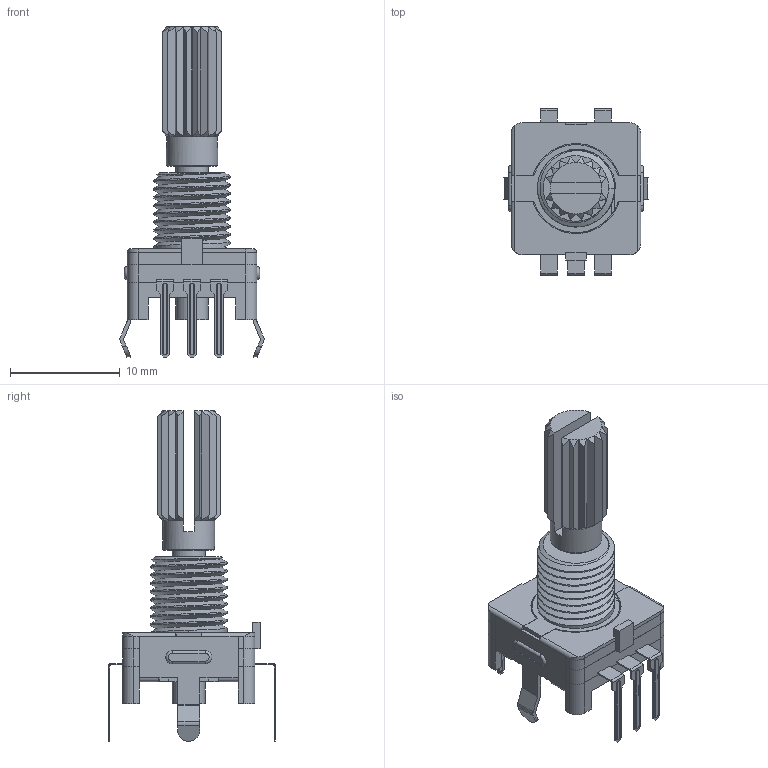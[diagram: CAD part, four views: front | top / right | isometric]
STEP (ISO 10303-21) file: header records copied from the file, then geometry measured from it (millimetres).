
FILE_DESCRIPTION(/* description */ ('FreeCAD Model'),/* implementation_level */ '2;1');
FILE_NAME(/* name */ 'EC11_Rotary_Encoder_Switched.step',/* time_stamp */ '2025-06-28T13:53:56-07:00',/* author */ (''),/* organization */ (''),/* preprocessor_version */ 'ST-DEVELOPER v20.1',/* originating_system */ 'Autodesk Translation Framework v14.10.0.0',/* authorisation */ '');
FILE_SCHEMA (('AUTOMOTIVE_DESIGN { 1 0 10303 214 3 1 1 }'));
Length unit declared in the file: millimetre
Products named in the file (1): EC11_Rotary_Encoder_Switched
Bounding box: 13.1 x 15.26 x 30.08 mm (x, y, z)
Volume: 1100.4 mm3; surface area: 2268.8 mm2
Topology: 10 solids, 10 shells, 560 faces, 1372 edges, 844 vertices
Faces by surface type: plane 356, cylinder 127, cone 34, torus 24, bspline 19
Full cylindrical faces by diameter (mm): 3 x2, 4.7 x1, 7 x8
Entity records: 20624 total; most frequent: CARTESIAN_POINT 6917, ORIENTED_EDGE 2744, DIRECTION 2652, EDGE_CURVE 1372, LINE 926, VECTOR 926, AXIS2_PLACEMENT_3D 863, VERTEX_POINT 844
